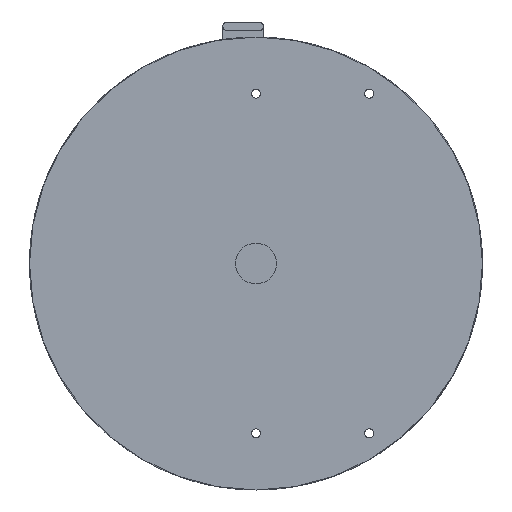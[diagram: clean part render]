
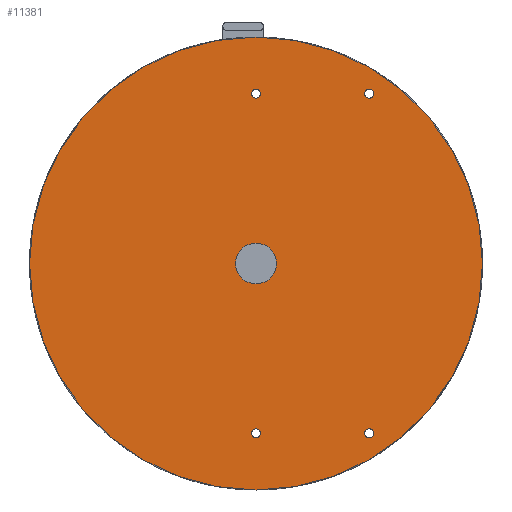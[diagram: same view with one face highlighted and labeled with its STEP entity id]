
A CAD part, front view. The second image highlights one B-rep face of the part: STEP entity #11381.
In plain terms, the highlighted planar face has unit normal (0, -1, 0).
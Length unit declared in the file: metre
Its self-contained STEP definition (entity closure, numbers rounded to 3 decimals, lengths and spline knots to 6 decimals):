
#29=PLANE('',#13083);
#2892=CIRCLE('',#13081,0.1);
#2894=CIRCLE('',#13084,0.002);
#2895=CIRCLE('',#13085,0.002);
#2896=CIRCLE('',#13086,0.002);
#2897=CIRCLE('',#13087,0.002);
#2898=CIRCLE('',#13088,0.009);
#5230=ORIENTED_EDGE('',*,*,#8215,.F.);
#5231=ORIENTED_EDGE('',*,*,#8216,.F.);
#5232=ORIENTED_EDGE('',*,*,#8217,.F.);
#5233=ORIENTED_EDGE('',*,*,#8218,.F.);
#5234=ORIENTED_EDGE('',*,*,#8219,.F.);
#5235=ORIENTED_EDGE('',*,*,#8213,.T.);
#8213=EDGE_CURVE('',#9444,#9444,#2892,.T.);
#8215=EDGE_CURVE('',#9446,#9446,#2894,.T.);
#8216=EDGE_CURVE('',#9447,#9447,#2895,.T.);
#8217=EDGE_CURVE('',#9448,#9448,#2896,.T.);
#8218=EDGE_CURVE('',#9449,#9449,#2897,.T.);
#8219=EDGE_CURVE('',#9450,#9450,#2898,.T.);
#9444=VERTEX_POINT('',#21326);
#9446=VERTEX_POINT('',#21331);
#9447=VERTEX_POINT('',#21333);
#9448=VERTEX_POINT('',#21335);
#9449=VERTEX_POINT('',#21337);
#9450=VERTEX_POINT('',#21339);
#10060=EDGE_LOOP('',(#5230));
#10061=EDGE_LOOP('',(#5231));
#10062=EDGE_LOOP('',(#5232));
#10063=EDGE_LOOP('',(#5233));
#10064=EDGE_LOOP('',(#5234));
#10065=EDGE_LOOP('',(#5235));
#10727=FACE_BOUND('',#10060,.T.);
#10728=FACE_BOUND('',#10061,.T.);
#10729=FACE_BOUND('',#10062,.T.);
#10730=FACE_BOUND('',#10063,.T.);
#10731=FACE_BOUND('',#10064,.T.);
#10732=FACE_BOUND('',#10065,.T.);
#11381=ADVANCED_FACE('',(#10727,#10728,#10729,#10730,#10731,#10732),#29,
 .T.);
#13081=AXIS2_PLACEMENT_3D('',#21325,#16989,#16990);
#13083=AXIS2_PLACEMENT_3D('',#21329,#16993,#16994);
#13084=AXIS2_PLACEMENT_3D('',#21330,#16995,#16996);
#13085=AXIS2_PLACEMENT_3D('',#21332,#16997,#16998);
#13086=AXIS2_PLACEMENT_3D('',#21334,#16999,#17000);
#13087=AXIS2_PLACEMENT_3D('',#21336,#17001,#17002);
#13088=AXIS2_PLACEMENT_3D('',#21338,#17003,#17004);
#16989=DIRECTION('',(0.,-1.,0.));
#16990=DIRECTION('',(0.,0.,-1.));
#16993=DIRECTION('',(0.,-1.,0.));
#16994=DIRECTION('',(1.,0.,0.));
#16995=DIRECTION('',(0.,-1.,0.));
#16996=DIRECTION('',(0.,0.,-1.));
#16997=DIRECTION('',(0.,-1.,0.));
#16998=DIRECTION('',(0.,0.,-1.));
#16999=DIRECTION('',(0.,-1.,0.));
#17000=DIRECTION('',(0.,0.,-1.));
#17001=DIRECTION('',(0.,-1.,0.));
#17002=DIRECTION('',(0.,0.,-1.));
#17003=DIRECTION('',(0.,-1.,0.));
#17004=DIRECTION('',(0.,0.,-1.));
#21325=CARTESIAN_POINT('',(0.,-0.013,0.));
#21326=CARTESIAN_POINT('',(0.,-0.013,-0.1));
#21329=CARTESIAN_POINT('',(0.,-0.013,0.));
#21330=CARTESIAN_POINT('',(0.,-0.013,-0.075));
#21331=CARTESIAN_POINT('',(0.,-0.013,-0.077));
#21332=CARTESIAN_POINT('',(0.05,-0.013,-0.075));
#21333=CARTESIAN_POINT('',(0.05,-0.013,-0.077));
#21334=CARTESIAN_POINT('',(0.05,-0.013,0.075));
#21335=CARTESIAN_POINT('',(0.05,-0.013,0.073));
#21336=CARTESIAN_POINT('',(0.,-0.013,0.075));
#21337=CARTESIAN_POINT('',(0.,-0.013,0.073));
#21338=CARTESIAN_POINT('',(0.,-0.013,0.));
#21339=CARTESIAN_POINT('',(0.,-0.013,-0.009));
